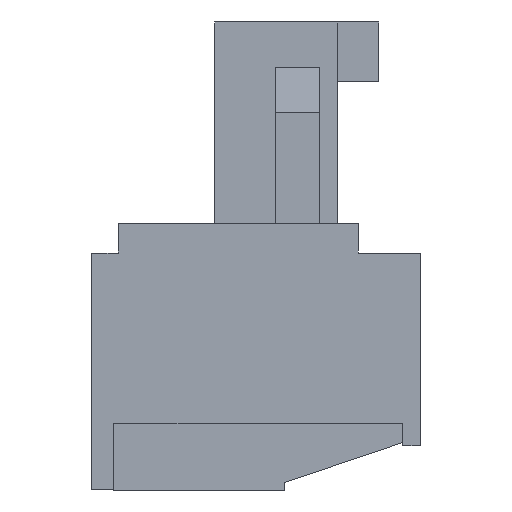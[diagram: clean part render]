
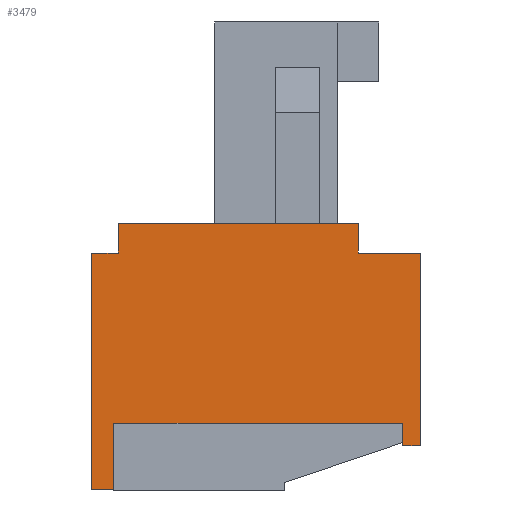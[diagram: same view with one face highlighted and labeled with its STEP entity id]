
A CAD part, left-side view. The second image highlights one B-rep face of the part: STEP entity #3479.
In plain terms, the highlighted planar face has unit normal (-1, 0, 0).
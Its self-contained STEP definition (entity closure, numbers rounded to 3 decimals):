
#3479 = ADVANCED_FACE( '', ( #7592 ), #7593, .F. );
#7592 = FACE_OUTER_BOUND( '', #12546, .T. );
#7593 = PLANE( '', #12547 );
#12546 = EDGE_LOOP( '', ( #21412, #21413, #21414, #21415, #21416, #21417, #21418, #21419, #21420, #21421, #21422, #21423 ) );
#12547 = AXIS2_PLACEMENT_3D( '', #21424, #21425, #21426 );
#21412 = ORIENTED_EDGE( '', *, *, #31833, .F. );
#21413 = ORIENTED_EDGE( '', *, *, #32605, .F. );
#21414 = ORIENTED_EDGE( '', *, *, #32606, .F. );
#21415 = ORIENTED_EDGE( '', *, *, #31976, .F. );
#21416 = ORIENTED_EDGE( '', *, *, #29400, .F. );
#21417 = ORIENTED_EDGE( '', *, *, #31550, .F. );
#21418 = ORIENTED_EDGE( '', *, *, #32607, .F. );
#21419 = ORIENTED_EDGE( '', *, *, #29753, .F. );
#21420 = ORIENTED_EDGE( '', *, *, #32608, .F. );
#21421 = ORIENTED_EDGE( '', *, *, #32609, .F. );
#21422 = ORIENTED_EDGE( '', *, *, #32610, .F. );
#21423 = ORIENTED_EDGE( '', *, *, #32611, .F. );
#21424 = CARTESIAN_POINT( '', ( -38.1, 0., 0. ) );
#21425 = DIRECTION( '', ( 1., 0., 0. ) );
#21426 = DIRECTION( '', ( 0., 0., -1. ) );
#29400 = EDGE_CURVE( '', #35007, #34987, #35009, .T. );
#29753 = EDGE_CURVE( '', #35648, #35649, #35650, .T. );
#31550 = EDGE_CURVE( '', #38639, #35007, #38640, .T. );
#31833 = EDGE_CURVE( '', #39073, #39075, #39076, .T. );
#31976 = EDGE_CURVE( '', #34987, #39305, #39308, .T. );
#32605 = EDGE_CURVE( '', #40221, #39073, #40222, .T. );
#32606 = EDGE_CURVE( '', #39305, #40221, #40223, .T. );
#32607 = EDGE_CURVE( '', #35649, #38639, #40224, .T. );
#32608 = EDGE_CURVE( '', #40225, #35648, #40226, .T. );
#32609 = EDGE_CURVE( '', #40227, #40225, #40228, .T. );
#32610 = EDGE_CURVE( '', #40229, #40227, #40230, .T. );
#32611 = EDGE_CURVE( '', #39075, #40229, #40231, .T. );
#34987 = VERTEX_POINT( '', #43245 );
#35007 = VERTEX_POINT( '', #43275 );
#35009 = LINE( '', #43278, #43279 );
#35648 = VERTEX_POINT( '', #44182 );
#35649 = VERTEX_POINT( '', #44183 );
#35650 = LINE( '', #44184, #44185 );
#38639 = VERTEX_POINT( '', #48533 );
#38640 = LINE( '', #48534, #48535 );
#39073 = VERTEX_POINT( '', #49155 );
#39075 = VERTEX_POINT( '', #49158 );
#39076 = LINE( '', #49159, #49160 );
#39305 = VERTEX_POINT( '', #49519 );
#39308 = LINE( '', #49524, #49525 );
#40221 = VERTEX_POINT( '', #50862 );
#40222 = LINE( '', #50863, #50864 );
#40223 = LINE( '', #50865, #50866 );
#40224 = LINE( '', #50867, #50868 );
#40225 = VERTEX_POINT( '', #50869 );
#40226 = LINE( '', #50870, #50871 );
#40227 = VERTEX_POINT( '', #50872 );
#40228 = LINE( '', #50873, #50874 );
#40229 = VERTEX_POINT( '', #50875 );
#40230 = LINE( '', #50876, #50877 );
#40231 = LINE( '', #50878, #50879 );
#43245 = CARTESIAN_POINT( '', ( -38.1, 4.05, 4. ) );
#43275 = CARTESIAN_POINT( '', ( -38.1, 4.95, 4. ) );
#43278 = CARTESIAN_POINT( '', ( -38.1, 4.95, 4. ) );
#43279 = VECTOR( '', #54827, 1000. );
#44182 = CARTESIAN_POINT( '', ( -38.1, 4.2, -1.75 ) );
#44183 = CARTESIAN_POINT( '', ( -38.1, 4.2, -4. ) );
#44184 = CARTESIAN_POINT( '', ( -38.1, 4.2, -1.75 ) );
#44185 = VECTOR( '', #55185, 1000. );
#48533 = CARTESIAN_POINT( '', ( -38.1, 4.95, -4. ) );
#48534 = CARTESIAN_POINT( '', ( -38.1, 4.95, -4. ) );
#48535 = VECTOR( '', #56805, 1000. );
#49155 = CARTESIAN_POINT( '', ( -38.1, -4.05, 4. ) );
#49158 = CARTESIAN_POINT( '', ( -38.1, -6.15, 4. ) );
#49159 = CARTESIAN_POINT( '', ( -38.1, -4.05, 4. ) );
#49160 = VECTOR( '', #57078, 1000. );
#49519 = CARTESIAN_POINT( '', ( -38.1, 4.05, 5. ) );
#49524 = CARTESIAN_POINT( '', ( -38.1, 4.05, 4. ) );
#49525 = VECTOR( '', #57217, 1000. );
#50862 = CARTESIAN_POINT( '', ( -38.1, -4.05, 5. ) );
#50863 = CARTESIAN_POINT( '', ( -38.1, -4.05, 5. ) );
#50864 = VECTOR( '', #57754, 1000. );
#50865 = CARTESIAN_POINT( '', ( -38.1, 4.05, 5. ) );
#50866 = VECTOR( '', #57755, 1000. );
#50867 = CARTESIAN_POINT( '', ( -38.1, 4.2, -4. ) );
#50868 = VECTOR( '', #57756, 1000. );
#50869 = CARTESIAN_POINT( '', ( -38.1, -5.55, -1.75 ) );
#50870 = CARTESIAN_POINT( '', ( -38.1, -5.55, -1.75 ) );
#50871 = VECTOR( '', #57757, 1000. );
#50872 = CARTESIAN_POINT( '', ( -38.1, -5.55, -2.5 ) );
#50873 = CARTESIAN_POINT( '', ( -38.1, -5.55, -2.5 ) );
#50874 = VECTOR( '', #57758, 1000. );
#50875 = CARTESIAN_POINT( '', ( -38.1, -6.15, -2.5 ) );
#50876 = CARTESIAN_POINT( '', ( -38.1, -6.15, -2.5 ) );
#50877 = VECTOR( '', #57759, 1000. );
#50878 = CARTESIAN_POINT( '', ( -38.1, -6.15, 4. ) );
#50879 = VECTOR( '', #57760, 1000. );
#54827 = DIRECTION( '', ( 0., -1., 0. ) );
#55185 = DIRECTION( '', ( 0., 0., -1. ) );
#56805 = DIRECTION( '', ( 0., 0., 1. ) );
#57078 = DIRECTION( '', ( 0., -1., 0. ) );
#57217 = DIRECTION( '', ( 0., 0., 1. ) );
#57754 = DIRECTION( '', ( 0., 0., -1. ) );
#57755 = DIRECTION( '', ( 0., -1., 0. ) );
#57756 = DIRECTION( '', ( 0., 1., 0. ) );
#57757 = DIRECTION( '', ( 0., 1., 0. ) );
#57758 = DIRECTION( '', ( 0., 0., 1. ) );
#57759 = DIRECTION( '', ( 0., 1., 0. ) );
#57760 = DIRECTION( '', ( 0., 0., -1. ) );
